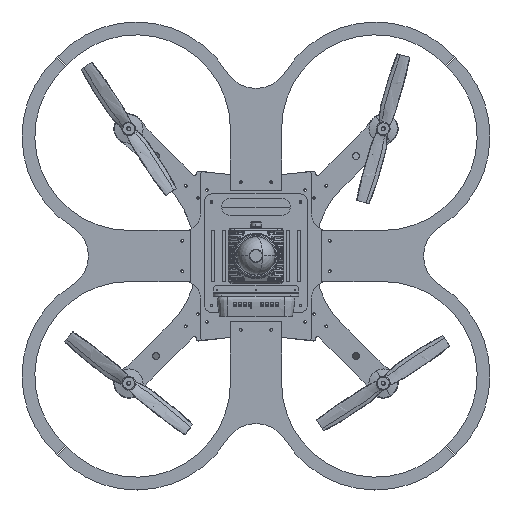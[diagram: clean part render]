
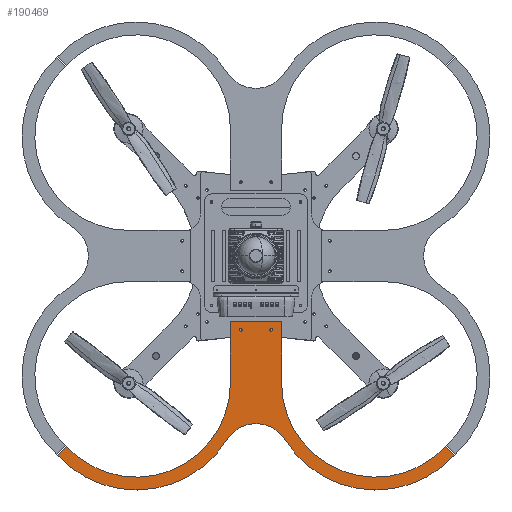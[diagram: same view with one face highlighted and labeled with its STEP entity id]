
A CAD part, top view. The second image highlights one B-rep face of the part: STEP entity #190469.
In plain terms, the highlighted planar face has unit normal (0, 0, 1).
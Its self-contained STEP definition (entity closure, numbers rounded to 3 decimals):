
#189998 = VERTEX_POINT('',#189999);
#189999 = CARTESIAN_POINT('',(-232.427,-233.057,51.));
#190015 = VERTEX_POINT('',#190016);
#190016 = CARTESIAN_POINT('',(-33.939,-215.052,51.));
#190022 = EDGE_CURVE('',#189998,#190015,#190023,.T.);
#190023 = CIRCLE('',#190024,125.);
#190024 = AXIS2_PLACEMENT_3D('',#190025,#190026,#190027);
#190025 = CARTESIAN_POINT('',(-140.,-148.9,51.));
#190026 = DIRECTION('',(0.,0.,1.));
#190027 = DIRECTION('',(-1.,0.,0.));
#190037 = EDGE_CURVE('',#190038,#190015,#190040,.T.);
#190038 = VERTEX_POINT('',#190039);
#190039 = CARTESIAN_POINT('',(33.939,-215.052,51.));
#190040 = CIRCLE('',#190041,40.);
#190041 = AXIS2_PLACEMENT_3D('',#190042,#190043,#190044);
#190042 = CARTESIAN_POINT('',(0.,-236.221,51.));
#190043 = DIRECTION('',(0.,0.,1.));
#190044 = DIRECTION('',(-1.,0.,0.));
#190081 = VERTEX_POINT('',#190082);
#190082 = CARTESIAN_POINT('',(232.427,-233.057,51.));
#190088 = EDGE_CURVE('',#190038,#190081,#190089,.T.);
#190089 = CIRCLE('',#190090,125.);
#190090 = AXIS2_PLACEMENT_3D('',#190091,#190092,#190093);
#190091 = CARTESIAN_POINT('',(140.,-148.9,51.));
#190092 = DIRECTION('',(0.,0.,1.));
#190093 = DIRECTION('',(-1.,0.,0.));
#190113 = VERTEX_POINT('',#190114);
#190114 = CARTESIAN_POINT('',(221.807,-222.437,51.));
#190120 = EDGE_CURVE('',#190113,#190081,#190121,.T.);
#190121 = LINE('',#190122,#190123);
#190122 = CARTESIAN_POINT('',(227.117,-227.747,51.));
#190123 = VECTOR('',#190124,1.);
#190124 = DIRECTION('',(0.707,-0.707,0.));
#190134 = EDGE_CURVE('',#190135,#190113,#190137,.T.);
#190135 = VERTEX_POINT('',#190136);
#190136 = CARTESIAN_POINT('',(30.,-148.9,51.));
#190137 = CIRCLE('',#190138,110.);
#190138 = AXIS2_PLACEMENT_3D('',#190139,#190140,#190141);
#190139 = CARTESIAN_POINT('',(140.,-148.9,51.));
#190140 = DIRECTION('',(0.,0.,1.));
#190141 = DIRECTION('',(-1.,0.,0.));
#190177 = VERTEX_POINT('',#190178);
#190178 = CARTESIAN_POINT('',(30.,-77.,51.));
#190184 = EDGE_CURVE('',#190177,#190135,#190185,.T.);
#190185 = LINE('',#190186,#190187);
#190186 = CARTESIAN_POINT('',(30.,-112.95,51.));
#190187 = VECTOR('',#190188,1.);
#190188 = DIRECTION('',(0.,-1.,0.));
#190208 = VERTEX_POINT('',#190209);
#190209 = CARTESIAN_POINT('',(-30.,-77.,51.));
#190215 = EDGE_CURVE('',#190177,#190208,#190216,.T.);
#190216 = LINE('',#190217,#190218);
#190217 = CARTESIAN_POINT('',(0.,-77.,51.));
#190218 = VECTOR('',#190219,1.);
#190219 = DIRECTION('',(-1.,0.,0.));
#190239 = VERTEX_POINT('',#190240);
#190240 = CARTESIAN_POINT('',(-30.,-148.9,51.));
#190246 = EDGE_CURVE('',#190208,#190239,#190247,.T.);
#190247 = LINE('',#190248,#190249);
#190248 = CARTESIAN_POINT('',(-30.,-112.95,51.));
#190249 = VECTOR('',#190250,1.);
#190250 = DIRECTION('',(0.,-1.,0.));
#190260 = EDGE_CURVE('',#190261,#190239,#190263,.T.);
#190261 = VERTEX_POINT('',#190262);
#190262 = CARTESIAN_POINT('',(-221.807,-222.437,51.));
#190263 = CIRCLE('',#190264,110.);
#190264 = AXIS2_PLACEMENT_3D('',#190265,#190266,#190267);
#190265 = CARTESIAN_POINT('',(-140.,-148.9,51.));
#190266 = DIRECTION('',(0.,0.,1.));
#190267 = DIRECTION('',(-1.,0.,0.));
#190301 = EDGE_CURVE('',#190261,#189998,#190302,.T.);
#190302 = LINE('',#190303,#190304);
#190303 = CARTESIAN_POINT('',(-227.117,-227.747,51.));
#190304 = VECTOR('',#190305,1.);
#190305 = DIRECTION('',(-0.707,-0.707,0.));
#190318 = VERTEX_POINT('',#190319);
#190319 = CARTESIAN_POINT('',(19.288,-86.5,51.));
#190335 = VERTEX_POINT('',#190336);
#190336 = CARTESIAN_POINT('',(16.288,-86.5,51.));
#190342 = EDGE_CURVE('',#190318,#190335,#190343,.T.);
#190343 = CIRCLE('',#190344,1.5);
#190344 = AXIS2_PLACEMENT_3D('',#190345,#190346,#190347);
#190345 = CARTESIAN_POINT('',(17.788,-86.5,51.));
#190346 = DIRECTION('',(0.,0.,1.));
#190347 = DIRECTION('',(-1.,0.,0.));
#190366 = EDGE_CURVE('',#190335,#190318,#190367,.T.);
#190367 = CIRCLE('',#190368,1.5);
#190368 = AXIS2_PLACEMENT_3D('',#190369,#190370,#190371);
#190369 = CARTESIAN_POINT('',(17.788,-86.5,51.));
#190370 = DIRECTION('',(0.,0.,1.));
#190371 = DIRECTION('',(-1.,0.,0.));
#190384 = VERTEX_POINT('',#190385);
#190385 = CARTESIAN_POINT('',(-16.288,-86.5,51.));
#190401 = VERTEX_POINT('',#190402);
#190402 = CARTESIAN_POINT('',(-19.288,-86.5,51.));
#190408 = EDGE_CURVE('',#190384,#190401,#190409,.T.);
#190409 = CIRCLE('',#190410,1.5);
#190410 = AXIS2_PLACEMENT_3D('',#190411,#190412,#190413);
#190411 = CARTESIAN_POINT('',(-17.788,-86.5,51.));
#190412 = DIRECTION('',(0.,0.,1.));
#190413 = DIRECTION('',(-1.,0.,0.));
#190432 = EDGE_CURVE('',#190401,#190384,#190433,.T.);
#190433 = CIRCLE('',#190434,1.5);
#190434 = AXIS2_PLACEMENT_3D('',#190435,#190436,#190437);
#190435 = CARTESIAN_POINT('',(-17.788,-86.5,51.));
#190436 = DIRECTION('',(0.,0.,1.));
#190437 = DIRECTION('',(-1.,0.,0.));
#190469 = ADVANCED_FACE('',(#190470,#190482,#190486),#190490,.T.);
#190470 = FACE_BOUND('',#190471,.T.);
#190471 = EDGE_LOOP('',(#190472,#190473,#190474,#190475,#190476,#190477,
    #190478,#190479,#190480,#190481));
#190472 = ORIENTED_EDGE('',*,*,#190022,.T.);
#190473 = ORIENTED_EDGE('',*,*,#190037,.F.);
#190474 = ORIENTED_EDGE('',*,*,#190088,.T.);
#190475 = ORIENTED_EDGE('',*,*,#190120,.F.);
#190476 = ORIENTED_EDGE('',*,*,#190134,.F.);
#190477 = ORIENTED_EDGE('',*,*,#190184,.F.);
#190478 = ORIENTED_EDGE('',*,*,#190215,.T.);
#190479 = ORIENTED_EDGE('',*,*,#190246,.T.);
#190480 = ORIENTED_EDGE('',*,*,#190260,.F.);
#190481 = ORIENTED_EDGE('',*,*,#190301,.T.);
#190482 = FACE_BOUND('',#190483,.T.);
#190483 = EDGE_LOOP('',(#190484,#190485));
#190484 = ORIENTED_EDGE('',*,*,#190342,.F.);
#190485 = ORIENTED_EDGE('',*,*,#190366,.F.);
#190486 = FACE_BOUND('',#190487,.T.);
#190487 = EDGE_LOOP('',(#190488,#190489));
#190488 = ORIENTED_EDGE('',*,*,#190408,.F.);
#190489 = ORIENTED_EDGE('',*,*,#190432,.F.);
#190490 = PLANE('',#190491);
#190491 = AXIS2_PLACEMENT_3D('',#190492,#190493,#190494);
#190492 = CARTESIAN_POINT('',(0.,-85.,51.));
#190493 = DIRECTION('',(0.,0.,1.));
#190494 = DIRECTION('',(-1.,0.,0.));
